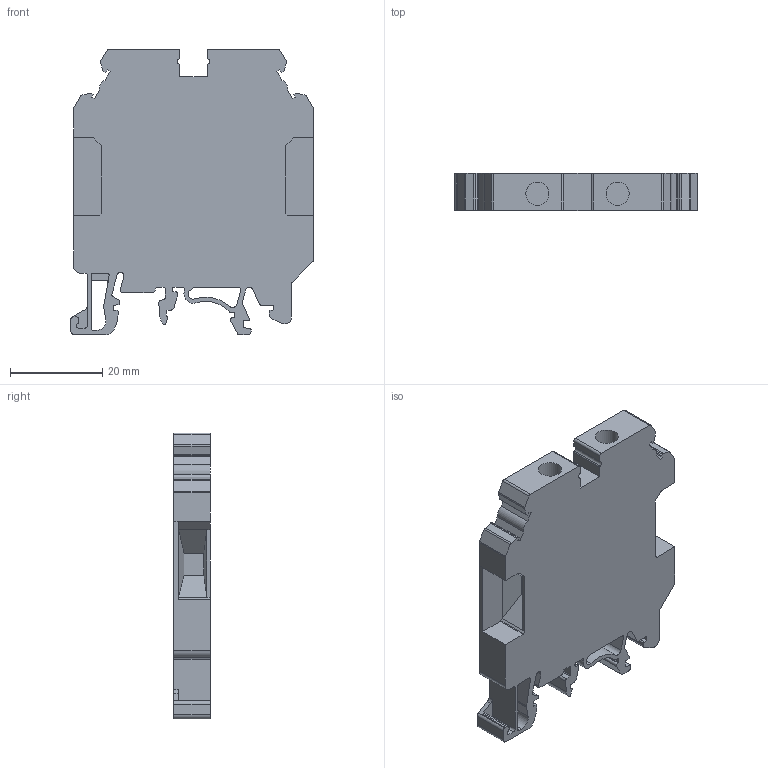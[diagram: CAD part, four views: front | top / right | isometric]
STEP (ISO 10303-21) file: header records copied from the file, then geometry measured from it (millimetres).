
FILE_DESCRIPTION( ( 'Unknown' ), '1' );
FILE_NAME( 'CHV6U.stp', 'Unknown', ( 'Unknown' ), ( 'Unknown' ), 'PSStep 14.0', 'Unknown', ' ' );
FILE_SCHEMA( ( 'AUTOMOTIVE_DESIGN { 1 0 10303 214 1 1 1 1 }' ) );
Length unit declared in the file: millimetre
Products named in the file (1): 1
Bounding box: 52.65 x 8 x 62 mm (x, y, z)
Volume: 18553.4 mm3; surface area: 9089.2 mm2
Topology: 1 solids, 1 shells, 226 faces, 650 edges, 428 vertices
Faces by surface type: plane 131, cylinder 95
Full cylindrical faces by diameter (mm): 5 x2
Entity records: 9238 total; most frequent: CARTESIAN_POINT 1303, ORIENTED_EDGE 1296, DIRECTION 1292, EDGE_CURVE 648, LINE 458, VECTOR 458, VERTEX_POINT 428, AXIS2_PLACEMENT_3D 417
